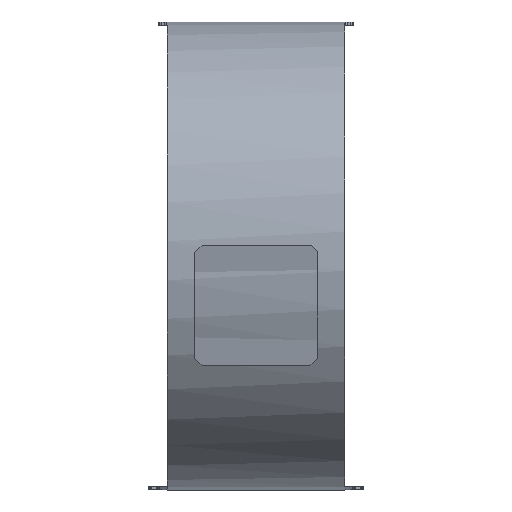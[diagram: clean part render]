
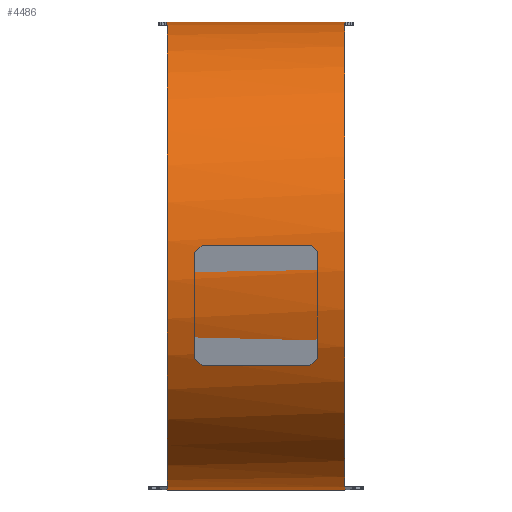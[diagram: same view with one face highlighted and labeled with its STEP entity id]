
A CAD part, left-side view. The second image highlights one B-rep face of the part: STEP entity #4486.
In plain terms, the highlighted cylindrical face has radius 15.195 mm (diameter 30.39 mm), a partial arc.
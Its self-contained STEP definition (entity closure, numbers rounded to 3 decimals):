
#4462 = VERTEX_POINT('',#4463);
#4463 = CARTESIAN_POINT('',(94.512,84.2,
    0.05));
#4469 = EDGE_CURVE('',#4470,#4462,#4472,.T.);
#4470 = VERTEX_POINT('',#4471);
#4471 = CARTESIAN_POINT('',(94.512,72.7,
    0.05));
#4472 = B_SPLINE_CURVE_WITH_KNOTS('',1,(#4473,#4474),.UNSPECIFIED.,.F.,
  .F.,(2,2),(0.,11.5),.PIECEWISE_BEZIER_KNOTS.);
#4473 = CARTESIAN_POINT('',(94.512,72.7,
    0.05));
#4474 = CARTESIAN_POINT('',(94.512,84.2,
    0.05));
#4486 = ADVANCED_FACE('',(#4487),#4523,.T.);
#4487 = FACE_BOUND('',#4488,.F.);
#4488 = EDGE_LOOP('',(#4489,#4490,#4504,#4511));
#4489 = ORIENTED_EDGE('',*,*,#4469,.F.);
#4490 = ORIENTED_EDGE('',*,*,#4491,.F.);
#4491 = EDGE_CURVE('',#4492,#4470,#4494,.T.);
#4492 = VERTEX_POINT('',#4493);
#4493 = CARTESIAN_POINT('',(94.512,72.7,
    -30.34));
#4494 = B_SPLINE_CURVE_WITH_KNOTS('',8,(#4495,#4496,#4497,#4498,#4499,
    #4500,#4501,#4502,#4503),.UNSPECIFIED.,.F.,.F.,(9,9),(0.,
    3.142),.PIECEWISE_BEZIER_KNOTS.);
#4495 = CARTESIAN_POINT('',(94.512,72.7,
    -30.34));
#4496 = CARTESIAN_POINT('',(88.545,72.7,
    -30.34));
#4497 = CARTESIAN_POINT('',(82.578,72.7,
    -27.661));
#4498 = CARTESIAN_POINT('',(78.013,72.7,
    -22.309));
#4499 = CARTESIAN_POINT('',(76.251,72.7,
    -15.145));
#4500 = CARTESIAN_POINT('',(78.013,72.7,
    -7.981));
#4501 = CARTESIAN_POINT('',(82.578,72.7,
    -2.629));
#4502 = CARTESIAN_POINT('',(88.545,72.7,
    0.05));
#4503 = CARTESIAN_POINT('',(94.512,72.7,
    0.05));
#4504 = ORIENTED_EDGE('',*,*,#4505,.F.);
#4505 = EDGE_CURVE('',#4506,#4492,#4508,.T.);
#4506 = VERTEX_POINT('',#4507);
#4507 = CARTESIAN_POINT('',(94.512,84.2,
    -30.34));
#4508 = B_SPLINE_CURVE_WITH_KNOTS('',1,(#4509,#4510),.UNSPECIFIED.,.F.,
  .F.,(2,2),(0.,11.5),.PIECEWISE_BEZIER_KNOTS.);
#4509 = CARTESIAN_POINT('',(94.512,84.2,
    -30.34));
#4510 = CARTESIAN_POINT('',(94.512,72.7,
    -30.34));
#4511 = ORIENTED_EDGE('',*,*,#4512,.F.);
#4512 = EDGE_CURVE('',#4462,#4506,#4513,.T.);
#4513 = B_SPLINE_CURVE_WITH_KNOTS('',8,(#4514,#4515,#4516,#4517,#4518,
    #4519,#4520,#4521,#4522),.UNSPECIFIED.,.F.,.F.,(9,9),(0.,
    3.142),.PIECEWISE_BEZIER_KNOTS.);
#4514 = CARTESIAN_POINT('',(94.512,84.2,
    0.05));
#4515 = CARTESIAN_POINT('',(88.545,84.2,
    0.05));
#4516 = CARTESIAN_POINT('',(82.578,84.2,
    -2.629));
#4517 = CARTESIAN_POINT('',(78.013,84.2,
    -7.981));
#4518 = CARTESIAN_POINT('',(76.251,84.2,
    -15.145));
#4519 = CARTESIAN_POINT('',(78.013,84.2,
    -22.309));
#4520 = CARTESIAN_POINT('',(82.578,84.2,
    -27.661));
#4521 = CARTESIAN_POINT('',(88.545,84.2,
    -30.34));
#4522 = CARTESIAN_POINT('',(94.512,84.2,
    -30.34));
#4523 = CYLINDRICAL_SURFACE('',#4524,15.195);
#4524 = AXIS2_PLACEMENT_3D('',#4525,#4526,#4527);
#4525 = CARTESIAN_POINT('',(94.512,85.7,
    -15.145));
#4526 = DIRECTION('',(0.,-1.,0.));
#4527 = DIRECTION('',(0.,0.,1.));
